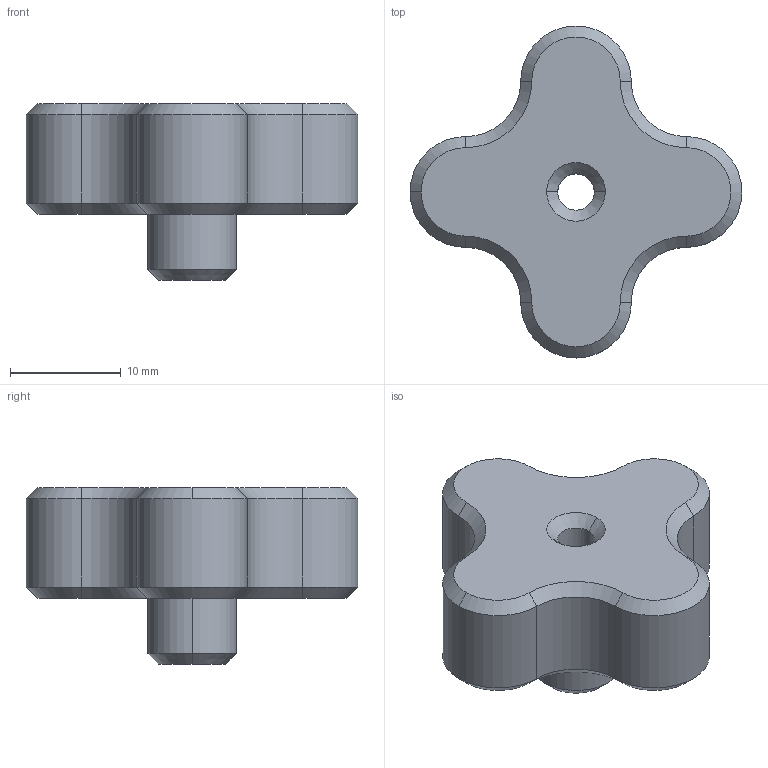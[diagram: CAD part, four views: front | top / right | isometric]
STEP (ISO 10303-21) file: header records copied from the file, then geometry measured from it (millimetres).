
FILE_DESCRIPTION (( 'STEP AP203' ), '1' );
FILE_NAME ('OC-859-007.STEP', '2024-07-18T07:23:40', ( '' ), ( '' ), 'SwSTEP 2.0', 'SolidWorks 2021', '' );
FILE_SCHEMA (( 'CONFIG_CONTROL_DESIGN' ));
Length unit declared in the file: millimetre
Products named in the file (1): OC-859-007
Bounding box: 30 x 30 x 16 mm (x, y, z)
Volume: 2429.6 mm3; surface area: 2900.8 mm2
Topology: 1 solids, 1 shells, 65 faces, 152 edges, 90 vertices
Faces by surface type: cone 24, cylinder 22, torus 12, plane 7
Entity records: 1969 total; most frequent: DIRECTION 382, CARTESIAN_POINT 328, ORIENTED_EDGE 304, AXIS2_PLACEMENT_3D 168, EDGE_CURVE 152, CIRCLE 102, VERTEX_POINT 90, EDGE_LOOP 68
